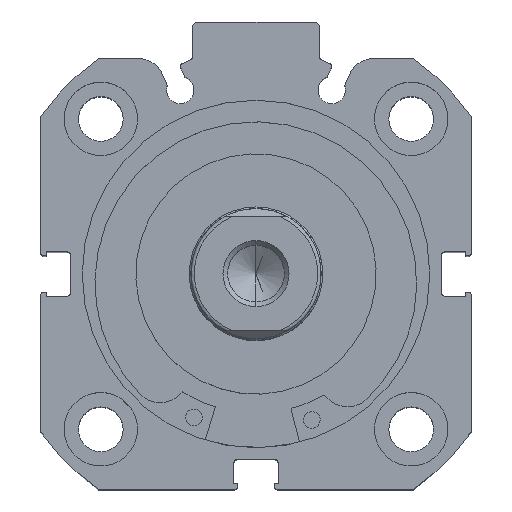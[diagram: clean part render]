
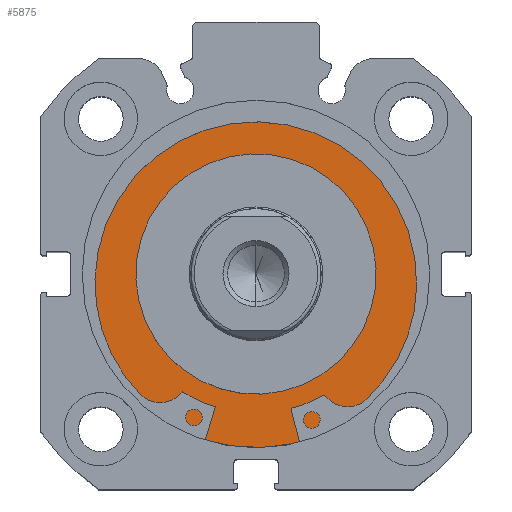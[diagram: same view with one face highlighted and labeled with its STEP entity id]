
A CAD part, top view. The second image highlights one B-rep face of the part: STEP entity #5875.
In plain terms, the highlighted face is planar.
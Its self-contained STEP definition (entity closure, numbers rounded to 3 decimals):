
#211 = EDGE_LOOP ( 'NONE', ( #4273, #4274 ) ) ;
#226 = EDGE_LOOP ( 'NONE', ( #4271, #4272 ) ) ;
#874 = FACE_BOUND ( 'NONE', #226, .T. ) ;
#880 = FACE_OUTER_BOUND ( 'NONE', #211, .T. ) ;
#961 = CIRCLE ( 'NONE', #6369, 26. ) ;
#968 = CIRCLE ( 'NONE', #6389, 18. ) ;
#976 = CIRCLE ( 'NONE', #6390, 18. ) ;
#977 = CIRCLE ( 'NONE', #6394, 26. ) ;
#1472 = CARTESIAN_POINT ( 'NONE',  ( 3.5, 26., 0. ) ) ;
#1473 = PLANE ( 'NONE',  #6353 ) ;
#1474 = DIRECTION ( 'NONE',  ( 1., 0., 0. ) ) ;
#1475 = DIRECTION ( 'NONE',  ( 0., 0., -1. ) ) ;
#1583 = CARTESIAN_POINT ( 'NONE',  ( 3.5, 0., 0. ) ) ;
#1592 = DIRECTION ( 'NONE',  ( -1., 0., 0. ) ) ;
#1593 = DIRECTION ( 'NONE',  ( 0., 0., 1. ) ) ;
#1601 = CARTESIAN_POINT ( 'NONE',  ( 3.5, 0., 0. ) ) ;
#1602 = DIRECTION ( 'NONE',  ( -1., 0., 0. ) ) ;
#1603 = DIRECTION ( 'NONE',  ( 0., 0., 1. ) ) ;
#1613 = CARTESIAN_POINT ( 'NONE',  ( 3.5, 0., 0. ) ) ;
#1623 = CARTESIAN_POINT ( 'NONE',  ( 3.5, 0., 0. ) ) ;
#1625 = DIRECTION ( 'NONE',  ( -1., 0., 0. ) ) ;
#1626 = DIRECTION ( 'NONE',  ( 0., 0., 1. ) ) ;
#1628 = DIRECTION ( 'NONE',  ( -1., 0., 0. ) ) ;
#1629 = DIRECTION ( 'NONE',  ( 0., 0., 1. ) ) ;
#1805 = CARTESIAN_POINT ( 'NONE',  ( 3.5, 0., -26. ) ) ;
#1816 = CARTESIAN_POINT ( 'NONE',  ( 3.5, 0., 18. ) ) ;
#1895 = CARTESIAN_POINT ( 'NONE',  ( 3.5, 0., 26. ) ) ;
#2030 = CARTESIAN_POINT ( 'NONE',  ( 3.5, 0., -18. ) ) ;
#4271 = ORIENTED_EDGE ( 'NONE', *, *, #5908, .F. ) ;
#4272 = ORIENTED_EDGE ( 'NONE', *, *, #5916, .F. ) ;
#4273 = ORIENTED_EDGE ( 'NONE', *, *, #5903, .T. ) ;
#4274 = ORIENTED_EDGE ( 'NONE', *, *, #5917, .T. ) ;
#5875 = ADVANCED_FACE ( 'NONE', ( #874, #880 ), #1473, .F. ) ;
#5903 = EDGE_CURVE ( 'NONE', #7052, #6852, #961, .T. ) ;
#5908 = EDGE_CURVE ( 'NONE', #6866, #7247, #968, .T. ) ;
#5916 = EDGE_CURVE ( 'NONE', #7247, #6866, #976, .T. ) ;
#5917 = EDGE_CURVE ( 'NONE', #6852, #7052, #977, .T. ) ;
#6353 = AXIS2_PLACEMENT_3D ( 'NONE', #1472, #1474, #1475 ) ;
#6369 = AXIS2_PLACEMENT_3D ( 'NONE', #1583, #1592, #1593 ) ;
#6389 = AXIS2_PLACEMENT_3D ( 'NONE', #1601, #1602, #1603 ) ;
#6390 = AXIS2_PLACEMENT_3D ( 'NONE', #1623, #1625, #1626 ) ;
#6394 = AXIS2_PLACEMENT_3D ( 'NONE', #1613, #1628, #1629 ) ;
#6852 = VERTEX_POINT ( 'NONE', #1805 ) ;
#6866 = VERTEX_POINT ( 'NONE', #1816 ) ;
#7052 = VERTEX_POINT ( 'NONE', #1895 ) ;
#7247 = VERTEX_POINT ( 'NONE', #2030 ) ;
